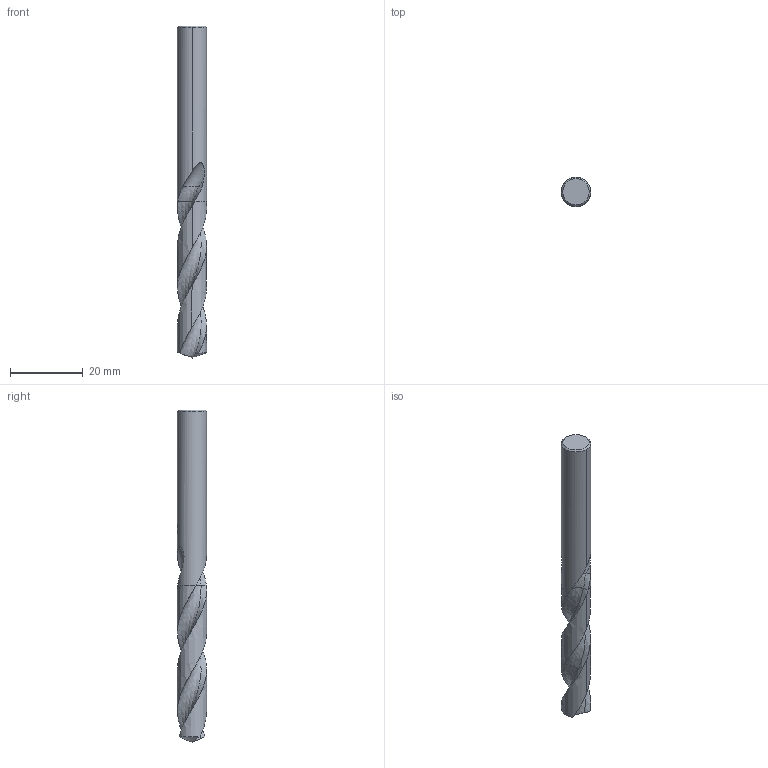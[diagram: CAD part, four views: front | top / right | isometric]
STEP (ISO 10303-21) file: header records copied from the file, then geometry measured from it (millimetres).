
FILE_DESCRIPTION(('no description'),'unknown implementation level');
FILE_NAME('solidfMEKWVQsDHFCr6HsuNbyzFqL_mY_1.STP',' ',('CIMSOURCE GmbH'),('CADClick - KiM GmbH - www.kimweb.de'),'unknown preprocess','ACIS','unknown authorization');
FILE_SCHEMA(('automotive_design'));
Length unit declared in the file: millimetre
Products named in the file (2): 1; 2
Bounding box: 8 x 8 x 91 mm (x, y, z)
Volume: 3489.2 mm3; surface area: 2519.8 mm2
Topology: 2 solids, 2 shells, 44 faces, 119 edges, 77 vertices
Faces by surface type: bspline 12, cone 10, cylinder 10, plane 8, revolution 4
Entity records: 9401 total; most frequent: CARTESIAN_POINT 7069, STYLED_ITEM 240, PRESENTATION_STYLE_ASSIGNMENT 240, COLOUR_RGB 240, ORIENTED_EDGE 234, DIRECTION 145, EDGE_CURVE 117, CURVE_STYLE 117
